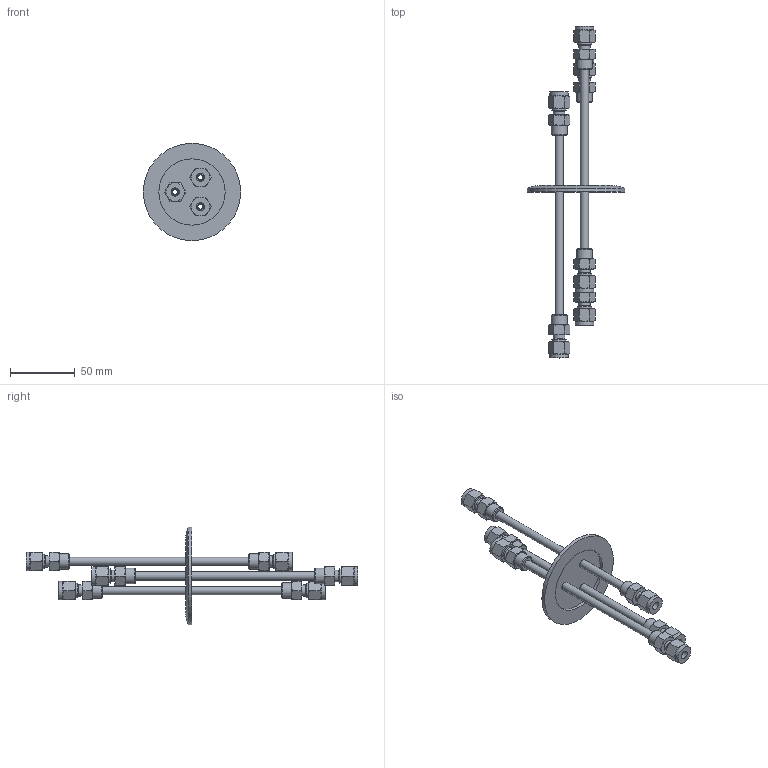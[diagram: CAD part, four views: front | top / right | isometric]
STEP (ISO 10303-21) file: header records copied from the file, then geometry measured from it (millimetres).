
FILE_DESCRIPTION(/* description */ (''),/* implementation_level */ '2;1');
FILE_NAME(/* name */ 'FL-LF3S-50KF.stp',/* time_stamp */ '2018-10-05T10:50:58+01:00',/* author */ ('paul'),/* organization */ (''),/* preprocessor_version */ 'ST-DEVELOPER v17.2',/* originating_system */ 'Autodesk Inventor 2019',/* authorisation */ '');
FILE_SCHEMA (('AUTOMOTIVE_DESIGN { 1 0 10303 214 3 1 1 }'));
Products named in the file (4): FL-LF3S-50KF; FL-50KF; 6.35 tube for tube end version; SS-400-6-4W 0.25 inch Tube Socket Weld Union
Assembly tree (10 placements, depth 2):
  FL-LF3S-50KF
    FL-50KF
    6.35 tube for tube end version  x3
    SS-400-6-4W 0.25 inch Tube Socket Weld Union  x6
Bounding box: 75 x 256.03 x 75 mm (x, y, z)
Volume: 47489.8 mm3; surface area: 40215.7 mm2
Topology: 10 solids, 10 shells, 333 faces, 766 edges, 484 vertices
Faces by surface type: cone 157, plane 123, cylinder 53
Full cylindrical faces by diameter (mm): 3.95 x3, 4.826 x6, 6.35 x12, 6.604 x6, 8.953 x6, 11.112 x6, 12.192 x6, 14.224 x6, 51.2 x1, 75 x1
Entity records: 2098 total; most frequent: CARTESIAN_POINT 420, DIRECTION 331, ORIENTED_EDGE 298, AXIS2_PLACEMENT_3D 151, EDGE_CURVE 149, VERTEX_POINT 96, EDGE_LOOP 81, CIRCLE 72
